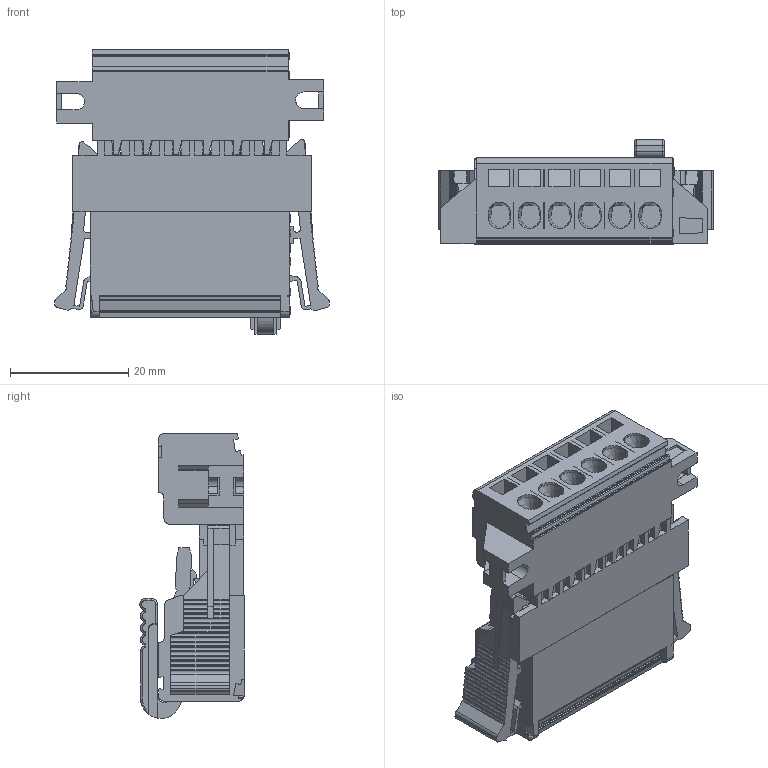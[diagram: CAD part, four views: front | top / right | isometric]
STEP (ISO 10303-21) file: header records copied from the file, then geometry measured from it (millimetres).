
FILE_DESCRIPTION(/* description */ ('Unknown'),/* implementation_level */ '2;1');
FILE_NAME(/* name */ 'DPSC5.08PMV-6W_3D_Solid',/* time_stamp */ '2026-01-08T16:32:43+05:00',/* author */ ('Unknown'),/* organization */ ('Unknown'),/* preprocessor_version */ 'ST-DEVELOPER v16.7',/* originating_system */ 'Solid Edge',/* authorisation */ 'Unknown');
FILE_SCHEMA (('AUTOMOTIVE_DESIGN {1 0 10303 214 3 1 1}'));
Products named in the file (1): DPSC5.08PMV-6W_3D_Solid
Bounding box: 46.41 x 17.62 x 48.08 mm (x, y, z)
Volume: 18457.5 mm3; surface area: 14405.4 mm2
Topology: 1 solids, 5 shells, 3450 faces, 9773 edges, 6435 vertices
Faces by surface type: plane 2347, cylinder 614, bspline 414, torus 41, cone 20, sphere 14
Full cylindrical faces by diameter (mm): 0.8 x7, 1.3 x1, 1.5 x6, 1.8 x6, 2.9 x5, 3.7 x6
Entity records: 146435 total; most frequent: CARTESIAN_POINT 35145, ORIENTED_EDGE 19286, DIRECTION 16109, EDGE_CURVE 9643, LINE 7131, VECTOR 7131, VERTEX_POINT 6401, AXIS2_PLACEMENT_3D 4489
